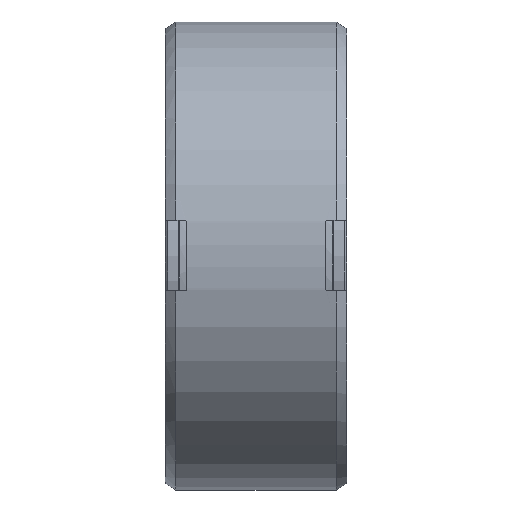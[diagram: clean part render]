
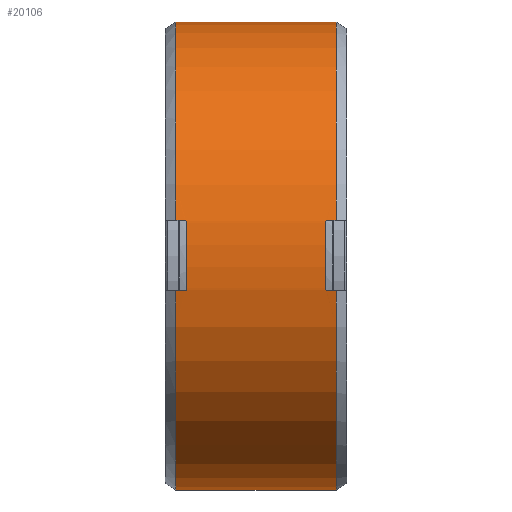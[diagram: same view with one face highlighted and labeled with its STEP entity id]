
A CAD part, top view. The second image highlights one B-rep face of the part: STEP entity #20106.
In plain terms, the highlighted cylindrical face has radius 40 mm (diameter 80 mm), a partial arc.
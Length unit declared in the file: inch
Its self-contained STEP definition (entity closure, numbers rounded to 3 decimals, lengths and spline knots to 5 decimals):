
#18649=CARTESIAN_POINT('',(0.46457,0.,0.));
#18650=DIRECTION('',(1.,0.,0.));
#18651=DIRECTION('',(0.,0.14,0.99));
#18652=AXIS2_PLACEMENT_3D('',#18649,#18650,#18651);
#18679=CARTESIAN_POINT('',(0.46457,0.22047,
1.55929));
#18680=CARTESIAN_POINT('',(0.46457,0.22267,
1.55898));
#18681=CARTESIAN_POINT('',(0.46543,0.22669,
1.55841));
#18682=CARTESIAN_POINT('',(0.4689,0.23192,
1.55763));
#18683=CARTESIAN_POINT('',(0.47414,0.23537,
1.55711));
#18684=CARTESIAN_POINT('',(0.47813,0.23622,
1.55699));
#18685=CARTESIAN_POINT('',(0.48031,0.23622,
1.55699));
#18687=CARTESIAN_POINT('',(0.48031,-0.23622,
1.55699));
#18688=CARTESIAN_POINT('',(0.47813,-0.23622,
1.55699));
#18689=CARTESIAN_POINT('',(0.47414,-0.23537,
1.55711));
#18690=CARTESIAN_POINT('',(0.46893,-0.23194,
1.55763));
#18691=CARTESIAN_POINT('',(0.46544,-0.22673,
1.5584));
#18692=CARTESIAN_POINT('',(0.46457,-0.22269,
1.55898));
#18693=CARTESIAN_POINT('',(0.46457,-0.22047,
1.55929));
#18695=DIRECTION('',(-1.,0.,0.));
#18696=VECTOR('',#18695,0.05906);
#18697=CARTESIAN_POINT('',(0.53937,-0.23622,
1.55699));
#18698=LINE('',#18697,#18696);
#18699=DIRECTION('',(-1.,0.,0.));
#18700=VECTOR('',#18699,0.05906);
#18701=CARTESIAN_POINT('',(-0.48031,-0.23622,
1.55699));
#18702=LINE('',#18701,#18700);
#18703=DIRECTION('',(1.,0.,0.));
#18704=VECTOR('',#18703,0.05906);
#18705=CARTESIAN_POINT('',(-0.53937,0.23622,
1.55699));
#18706=LINE('',#18705,#18704);
#18707=DIRECTION('',(1.,0.,0.));
#18708=VECTOR('',#18707,0.05906);
#18709=CARTESIAN_POINT('',(0.48031,0.23622,
1.55699));
#18710=LINE('',#18709,#18708);
#18730=CARTESIAN_POINT('',(0.53937,0.,0.));
#18731=DIRECTION('',(1.,0.,0.));
#18732=DIRECTION('',(0.,-0.15,0.989));
#18733=AXIS2_PLACEMENT_3D('',#18730,#18731,#18732);
#18845=DIRECTION('',(-1.,0.,0.));
#18846=VECTOR('',#18845,1.07874);
#18847=CARTESIAN_POINT('',(0.53937,-1.5748,0.));
#18848=LINE('',#18847,#18846);
#18873=DIRECTION('',(1.,0.,0.));
#18874=VECTOR('',#18873,1.07874);
#18875=CARTESIAN_POINT('',(-0.53937,1.5748,
0.));
#18876=LINE('',#18875,#18874);
#18920=CARTESIAN_POINT('',(-0.48031,-0.23622,
1.55699));
#18921=CARTESIAN_POINT('',(-0.47826,-0.23622,
1.55699));
#18922=CARTESIAN_POINT('',(-0.47415,-0.23541,
1.55711));
#18923=CARTESIAN_POINT('',(-0.46892,-0.23193,
1.55763));
#18924=CARTESIAN_POINT('',(-0.46541,-0.2267,
1.5584));
#18925=CARTESIAN_POINT('',(-0.46457,-0.22256,
1.559));
#18926=CARTESIAN_POINT('',(-0.46457,-0.22047,
1.55929));
#18944=CARTESIAN_POINT('',(-0.46457,0.,0.));
#18945=DIRECTION('',(-1.,0.,0.));
#18946=DIRECTION('',(0.,-0.14,0.99));
#18947=AXIS2_PLACEMENT_3D('',#18944,#18945,#18946);
#18966=CARTESIAN_POINT('',(-0.46457,0.22047,
1.55929));
#18967=CARTESIAN_POINT('',(-0.46457,0.22255,
1.559));
#18968=CARTESIAN_POINT('',(-0.4654,0.2267,
1.5584));
#18969=CARTESIAN_POINT('',(-0.46892,0.23193,
1.55763));
#18970=CARTESIAN_POINT('',(-0.47416,0.23541,
1.55711));
#18971=CARTESIAN_POINT('',(-0.47827,0.23622,
1.55699));
#18972=CARTESIAN_POINT('',(-0.48031,0.23622,
1.55699));
#19039=CARTESIAN_POINT('',(-0.53937,0.,0.));
#19040=DIRECTION('',(-1.,0.,0.));
#19041=DIRECTION('',(0.,0.15,0.989));
#19042=AXIS2_PLACEMENT_3D('',#19039,#19040,#19041);
#19055=CARTESIAN_POINT('',(-0.53937,0.,0.));
#19056=DIRECTION('',(-1.,0.,0.));
#19057=DIRECTION('',(0.,-1.,0.));
#19058=AXIS2_PLACEMENT_3D('',#19055,#19056,#19057);
#19246=CARTESIAN_POINT('',(0.53937,0.,0.));
#19247=DIRECTION('',(1.,0.,0.));
#19248=DIRECTION('',(0.,1.,0.));
#19249=AXIS2_PLACEMENT_3D('',#19246,#19247,#19248);
#19421=CARTESIAN_POINT('',(-0.48031,-0.23622,
1.55699));
#19422=VERTEX_POINT('',#19421);
#19425=CARTESIAN_POINT('',(-0.53937,-0.23622,
1.55699));
#19426=VERTEX_POINT('',#19425);
#19430=VERTEX_POINT('',#18926);
#19437=CARTESIAN_POINT('',(-0.53937,0.23622,
1.55699));
#19438=CARTESIAN_POINT('',(-0.48031,0.23622,
1.55699));
#19439=VERTEX_POINT('',#19437);
#19440=VERTEX_POINT('',#19438);
#19443=CARTESIAN_POINT('',(-0.46457,0.22047,
1.55929));
#19444=VERTEX_POINT('',#19443);
#19445=CARTESIAN_POINT('',(-0.53937,-1.5748,0.));
#19446=VERTEX_POINT('',#19445);
#19454=CARTESIAN_POINT('',(0.53937,-1.5748,0.));
#19455=VERTEX_POINT('',#19454);
#19456=VERTEX_POINT('',#18679);
#19457=VERTEX_POINT('',#18685);
#19461=CARTESIAN_POINT('',(-0.53937,1.5748,
0.));
#19462=VERTEX_POINT('',#19461);
#19463=CARTESIAN_POINT('',(0.53937,-0.23622,
1.55699));
#19464=VERTEX_POINT('',#19463);
#19465=CARTESIAN_POINT('',(0.53937,0.23622,
1.55699));
#19466=VERTEX_POINT('',#19465);
#19467=CARTESIAN_POINT('',(0.46457,-0.22047,
1.55929));
#19468=VERTEX_POINT('',#19467);
#19477=CARTESIAN_POINT('',(0.53937,1.5748,
0.));
#19478=VERTEX_POINT('',#19477);
#19479=CARTESIAN_POINT('',(0.48031,-0.23622,
1.55699));
#19480=VERTEX_POINT('',#19479);
#20072=CARTESIAN_POINT('',(-0.61024,0.,0.));
#20073=DIRECTION('',(1.,0.,0.));
#20074=DIRECTION('',(0.,-1.,0.));
#20075=AXIS2_PLACEMENT_3D('',#20072,#20073,#20074);
#20076=CYLINDRICAL_SURFACE('',#20075,1.5748);
#20077=ORIENTED_EDGE('',*,*,#19979,.F.);
#20078=ORIENTED_EDGE('',*,*,#20029,.T.);
#20079=ORIENTED_EDGE('',*,*,#20044,.F.);
#20080=ORIENTED_EDGE('',*,*,#20055,.F.);
#20082=ORIENTED_EDGE('',*,*,#20081,.T.);
#20084=ORIENTED_EDGE('',*,*,#20083,.T.);
#20086=ORIENTED_EDGE('',*,*,#20085,.T.);
#20088=ORIENTED_EDGE('',*,*,#20087,.F.);
#20090=ORIENTED_EDGE('',*,*,#20089,.T.);
#20092=ORIENTED_EDGE('',*,*,#20091,.T.);
#20094=ORIENTED_EDGE('',*,*,#20093,.T.);
#20096=ORIENTED_EDGE('',*,*,#20095,.F.);
#20098=ORIENTED_EDGE('',*,*,#20097,.T.);
#20100=ORIENTED_EDGE('',*,*,#20099,.T.);
#20102=ORIENTED_EDGE('',*,*,#20101,.T.);
#20103=ORIENTED_EDGE('',*,*,#19956,.F.);
#20104=EDGE_LOOP('',(#20077,#20078,#20079,#20080,#20082,#20084,#20086,#20088,
#20090,#20092,#20094,#20096,#20098,#20100,#20102,#20103));
#20105=FACE_OUTER_BOUND('',#20104,.F.);
#18653=CIRCLE('',#18652,1.5748);
#18686=B_SPLINE_CURVE_WITH_KNOTS('',3,(#18679,#18680,#18681,#18682,#18683,
#18684,#18685),.UNSPECIFIED.,.F.,.F.,(4,1,1,1,4),(0.,0.25,0.5,0.75,
1.),.UNSPECIFIED.);
#18694=B_SPLINE_CURVE_WITH_KNOTS('',3,(#18687,#18688,#18689,#18690,#18691,
#18692,#18693),.UNSPECIFIED.,.F.,.F.,(4,1,1,1,4),(0.,0.25,0.5,0.75,
1.),.UNSPECIFIED.);
#18734=CIRCLE('',#18733,1.5748);
#18927=B_SPLINE_CURVE_WITH_KNOTS('',3,(#18920,#18921,#18922,#18923,#18924,
#18925,#18926),.UNSPECIFIED.,.F.,.F.,(4,1,1,1,4),(0.,0.25,0.5,0.75,
1.),.UNSPECIFIED.);
#18948=CIRCLE('',#18947,1.5748);
#18973=B_SPLINE_CURVE_WITH_KNOTS('',3,(#18966,#18967,#18968,#18969,#18970,
#18971,#18972),.UNSPECIFIED.,.F.,.F.,(4,1,1,1,4),(0.,0.25,0.5,0.75,
1.),.UNSPECIFIED.);
#19043=CIRCLE('',#19042,1.5748);
#19059=CIRCLE('',#19058,1.5748);
#19250=CIRCLE('',#19249,1.5748);
#19956=EDGE_CURVE('',#19457,#19466,#18710,.T.);
#19979=EDGE_CURVE('',#19456,#19457,#18686,.T.);
#20029=EDGE_CURVE('',#19456,#19468,#18653,.T.);
#20044=EDGE_CURVE('',#19480,#19468,#18694,.T.);
#20055=EDGE_CURVE('',#19464,#19480,#18698,.T.);
#20081=EDGE_CURVE('',#19464,#19455,#18734,.T.);
#20083=EDGE_CURVE('',#19455,#19446,#18848,.T.);
#20085=EDGE_CURVE('',#19446,#19426,#19059,.T.);
#20087=EDGE_CURVE('',#19422,#19426,#18702,.T.);
#20089=EDGE_CURVE('',#19422,#19430,#18927,.T.);
#20091=EDGE_CURVE('',#19430,#19444,#18948,.T.);
#20093=EDGE_CURVE('',#19444,#19440,#18973,.T.);
#20095=EDGE_CURVE('',#19439,#19440,#18706,.T.);
#20097=EDGE_CURVE('',#19439,#19462,#19043,.T.);
#20099=EDGE_CURVE('',#19462,#19478,#18876,.T.);
#20101=EDGE_CURVE('',#19478,#19466,#19250,.T.);
#20106=ADVANCED_FACE('',(#20105),#20076,.T.);
